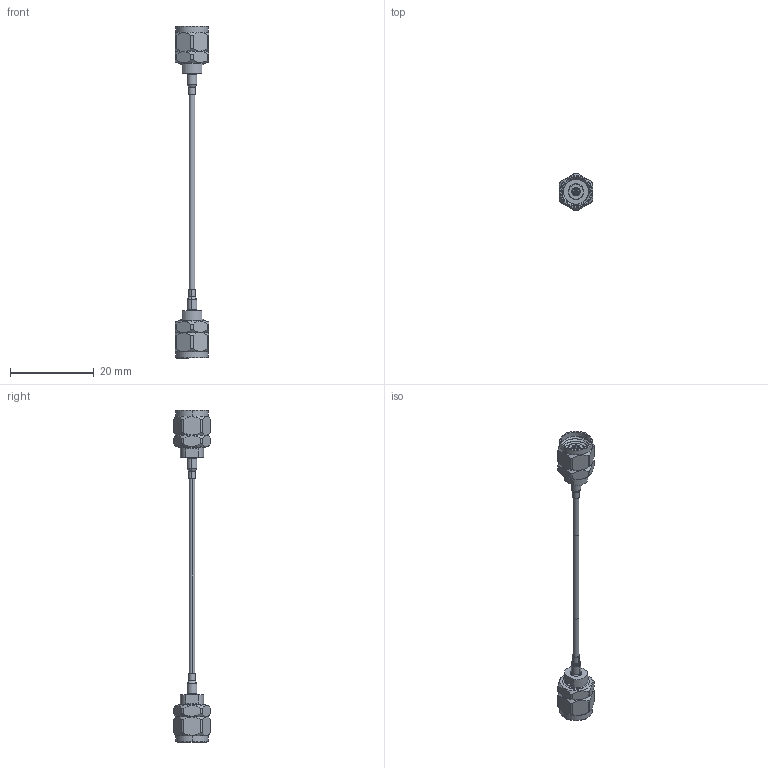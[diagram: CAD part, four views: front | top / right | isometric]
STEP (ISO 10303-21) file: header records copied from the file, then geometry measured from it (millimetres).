
FILE_DESCRIPTION (( 'STEP AP214' ), '1' );
FILE_NAME ('FMCA9987_3D.step', '2024-01-19T19:35:49', ( '' ), ( '' ), 'SwSTEP 2.0', 'SolidWorks 2022', '' );
FILE_SCHEMA (( 'AUTOMOTIVE_DESIGN' ));
Length unit declared in the file: inch
Products named in the file (4): Copy of PE45410^FMCA9987_Instructions; Copy of PE-P047 Cable New^FMCA9987; Copy of Heatshrink_047_240177^FMCA9987; FMCA9987_3D
Assembly tree (5 placements, depth 2):
  FMCA9987_3D
    Copy of PE-P047 Cable New^FMCA9987
    Copy of PE45410^FMCA9987_Instructions  x2
    Copy of Heatshrink_047_240177^FMCA9987  x2
Bounding box: 7.92 x 8.88 x 79.5 mm (x, y, z)
Volume: 790.3 mm3; surface area: 1918.6 mm2
Topology: 9 solids, 9 shells, 284 faces, 676 edges, 434 vertices
Faces by surface type: cylinder 148, plane 76, cone 38, torus 16, bspline 6
Entity records: 5889 total; most frequent: CARTESIAN_POINT 2331, DIRECTION 716, ORIENTED_EDGE 682, EDGE_CURVE 341, AXIS2_PLACEMENT_3D 301, VERTEX_POINT 219, EDGE_LOOP 168, CIRCLE 152
